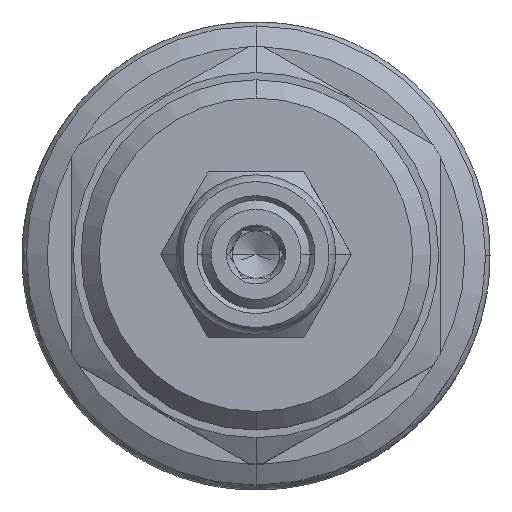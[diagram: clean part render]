
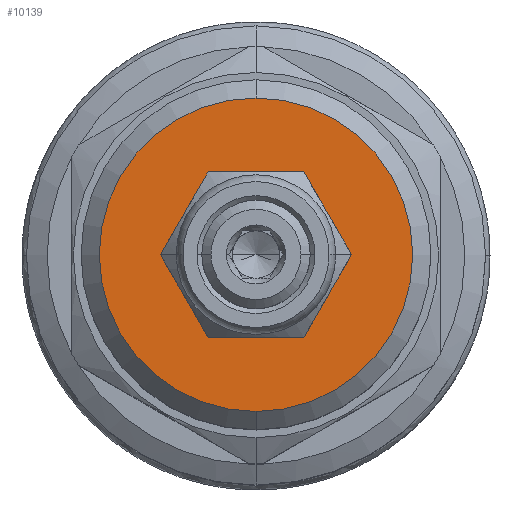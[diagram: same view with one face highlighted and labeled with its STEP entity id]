
A CAD part, top view. The second image highlights one B-rep face of the part: STEP entity #10139.
In plain terms, the highlighted planar face has unit normal (0, 0, 1).
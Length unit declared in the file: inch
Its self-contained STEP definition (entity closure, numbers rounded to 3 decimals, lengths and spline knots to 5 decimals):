
#3042=CARTESIAN_POINT('',(0.,0.,4.972));
#3043=DIRECTION('',(0.,0.,1.));
#3044=DIRECTION('',(0.,-1.,0.));
#3045=AXIS2_PLACEMENT_3D('',#3042,#3043,#3044);
#3060=CARTESIAN_POINT('',(0.,0.,4.972));
#3061=DIRECTION('',(0.,0.,1.));
#3062=DIRECTION('',(-1.,0.,0.));
#3063=AXIS2_PLACEMENT_3D('',#3060,#3061,#3062);
#3065=CARTESIAN_POINT('',(0.,0.,4.972));
#3066=DIRECTION('',(0.,0.,1.));
#3067=DIRECTION('',(1.,0.,0.));
#3068=AXIS2_PLACEMENT_3D('',#3065,#3066,#3067);
#3070=CARTESIAN_POINT('',(0.,0.,4.972));
#3071=DIRECTION('',(0.,0.,1.));
#3072=DIRECTION('',(0.,1.,0.));
#3073=AXIS2_PLACEMENT_3D('',#3070,#3071,#3072);
#5719=CARTESIAN_POINT('',(0.,0.532,4.972));
#5720=CARTESIAN_POINT('',(0.,-0.532,4.972));
#5721=VERTEX_POINT('',#5719);
#5722=VERTEX_POINT('',#5720);
#6012=CARTESIAN_POINT('',(-0.271,0.,4.972));
#6013=CARTESIAN_POINT('',(0.271,0.,4.972));
#6014=VERTEX_POINT('',#6012);
#6015=VERTEX_POINT('',#6013);
#10123=CARTESIAN_POINT('',(0.,0.,4.972));
#10124=DIRECTION('',(0.,0.,1.));
#10125=DIRECTION('',(0.,1.,0.));
#10126=AXIS2_PLACEMENT_3D('',#10123,#10124,#10125);
#10127=PLANE('',#10126);
#10128=ORIENTED_EDGE('',*,*,#10106,.F.);
#10130=ORIENTED_EDGE('',*,*,#10129,.F.);
#10131=EDGE_LOOP('',(#10128,#10130));
#10132=FACE_OUTER_BOUND('',#10131,.F.);
#10134=ORIENTED_EDGE('',*,*,#10133,.T.);
#10136=ORIENTED_EDGE('',*,*,#10135,.T.);
#10137=EDGE_LOOP('',(#10134,#10136));
#10138=FACE_BOUND('',#10137,.F.);
#3046=CIRCLE('',#3045,0.532);
#3064=CIRCLE('',#3063,0.271);
#3069=CIRCLE('',#3068,0.271);
#3074=CIRCLE('',#3073,0.532);
#10106=EDGE_CURVE('',#5722,#5721,#3046,.T.);
#10129=EDGE_CURVE('',#5721,#5722,#3074,.T.);
#10133=EDGE_CURVE('',#6014,#6015,#3064,.T.);
#10135=EDGE_CURVE('',#6015,#6014,#3069,.T.);
#10139=ADVANCED_FACE('',(#10132,#10138),#10127,.T.);
